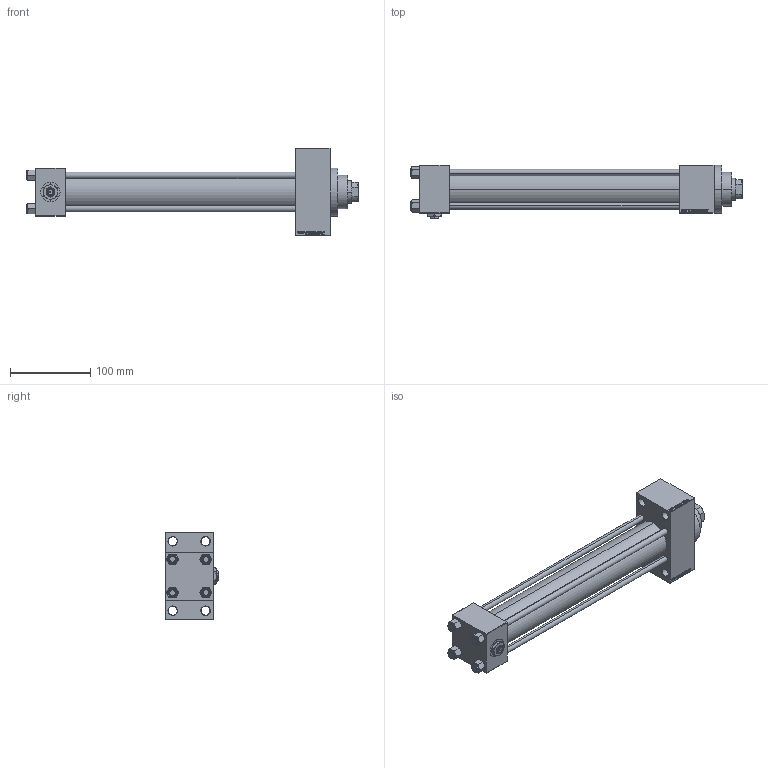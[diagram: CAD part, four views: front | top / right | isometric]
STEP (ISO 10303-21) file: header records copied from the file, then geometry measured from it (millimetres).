
FILE_DESCRIPTION (( 'STEP AP203' ), '1' );
FILE_NAME ('098a.STEP', '2022-04-16T04:52:02', ( '' ), ( '' ), 'SwSTEP 2.0', 'SolidWorks 2019', '' );
FILE_SCHEMA (( 'CONFIG_CONTROL_DESIGN' ));
Length unit declared in the file: millimetre
Products named in the file (7): 098a; V215CR_D_TYCINKA 7d61f47b9a8dd397b71f353afd0b3b93; V215_VC_A 7d61f47b9a8dd397b71f353afd0b3b93; V215CR_D_Body 7d61f47b9a8dd397b71f353afd0b3b93; NUT_M5_D 7d61f47b9a8dd397b71f353afd0b3b93; V215CR_VCP_D 7d61f47b9a8dd397b71f353afd0b3b93; Zatka_pro_OIL_PORT 7d61f47b9a8dd397b71f353afd0b3b93
Assembly tree (12 placements, depth 2):
  098a
    V215CR_D_Body 7d61f47b9a8dd397b71f353afd0b3b93
    V215CR_VCP_D 7d61f47b9a8dd397b71f353afd0b3b93
    NUT_M5_D 7d61f47b9a8dd397b71f353afd0b3b93  x4
    V215CR_D_TYCINKA 7d61f47b9a8dd397b71f353afd0b3b93  x4
    V215_VC_A 7d61f47b9a8dd397b71f353afd0b3b93
    Zatka_pro_OIL_PORT 7d61f47b9a8dd397b71f353afd0b3b93
Bounding box: 415 x 67 x 109 mm (x, y, z)
Volume: 813246.2 mm3; surface area: 235027.4 mm2
Topology: 12 solids, 12 shells, 1168 faces, 2898 edges, 1867 vertices
Faces by surface type: plane 526, bspline 368, cone 166, cylinder 100, torus 8
Entity records: 49272 total; most frequent: CARTESIAN_POINT 25614, ORIENTED_EDGE 5288, DIRECTION 3486, EDGE_CURVE 2644, VERTEX_POINT 1723, LINE 1554, VECTOR 1554, EDGE_LOOP 1183
